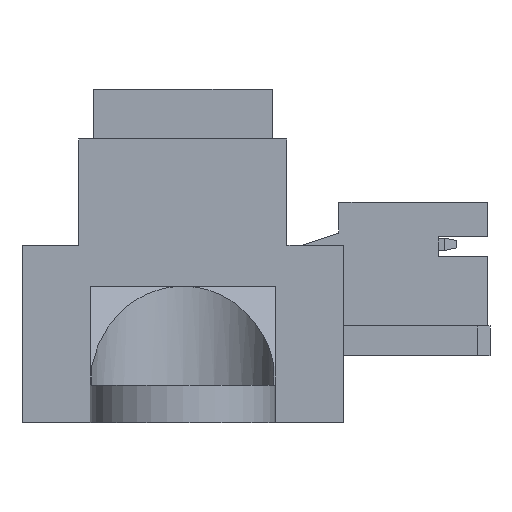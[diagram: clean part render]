
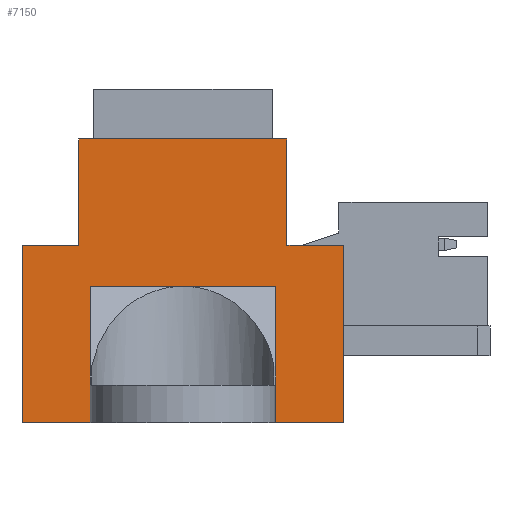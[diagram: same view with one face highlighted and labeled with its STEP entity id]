
A CAD part, left-side view. The second image highlights one B-rep face of the part: STEP entity #7150.
In plain terms, the highlighted planar face has unit normal (-1, 0, 0).
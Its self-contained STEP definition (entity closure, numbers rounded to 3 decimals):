
#5036=DIRECTION('',(0.,-1.,0.));
#5037=VECTOR('',#5036,2.75);
#5038=CARTESIAN_POINT('',(-14.75,6.5,0.));
#5039=LINE('',#5038,#5037);
#5053=DIRECTION('',(0.,-1.,0.));
#5054=VECTOR('',#5053,2.75);
#5055=CARTESIAN_POINT('',(-14.75,-3.75,0.));
#5056=LINE('',#5055,#5054);
#5251=DIRECTION('',(0.,0.,1.));
#5252=VECTOR('',#5251,7.15);
#5253=CARTESIAN_POINT('',(-14.75,-6.5,0.));
#5254=LINE('',#5253,#5252);
#5267=DIRECTION('',(0.,-1.,0.));
#5268=VECTOR('',#5267,2.3);
#5269=CARTESIAN_POINT('',(-14.75,6.5,7.15));
#5270=LINE('',#5269,#5268);
#5287=DIRECTION('',(0.,-1.,0.));
#5288=VECTOR('',#5287,2.3);
#5289=CARTESIAN_POINT('',(-14.75,-4.2,7.15));
#5290=LINE('',#5289,#5288);
#5315=DIRECTION('',(0.,-1.,0.));
#5316=VECTOR('',#5315,8.4);
#5317=CARTESIAN_POINT('',(-14.75,4.2,11.45));
#5318=LINE('',#5317,#5316);
#5373=DIRECTION('',(0.,1.,0.));
#5374=VECTOR('',#5373,3.75);
#5375=CARTESIAN_POINT('',(-14.75,-3.75,5.5));
#5376=LINE('',#5375,#5374);
#5377=DIRECTION('',(0.,1.,0.));
#5378=VECTOR('',#5377,3.75);
#5379=CARTESIAN_POINT('',(-14.75,0.,5.5));
#5380=LINE('',#5379,#5378);
#5381=DIRECTION('',(0.,0.,1.));
#5382=VECTOR('',#5381,7.15);
#5383=CARTESIAN_POINT('',(-14.75,6.5,0.));
#5384=LINE('',#5383,#5382);
#5385=DIRECTION('',(0.,0.,1.));
#5386=VECTOR('',#5385,4.3);
#5387=CARTESIAN_POINT('',(-14.75,4.2,7.15));
#5388=LINE('',#5387,#5386);
#5427=DIRECTION('',(0.,0.,-1.));
#5428=VECTOR('',#5427,5.5);
#5429=CARTESIAN_POINT('',(-14.75,-3.75,5.5));
#5430=LINE('',#5429,#5428);
#5447=DIRECTION('',(0.,0.,1.));
#5448=VECTOR('',#5447,5.5);
#5449=CARTESIAN_POINT('',(-14.75,3.75,0.));
#5450=LINE('',#5449,#5448);
#5471=DIRECTION('',(0.,0.,1.));
#5472=VECTOR('',#5471,4.3);
#5473=CARTESIAN_POINT('',(-14.75,-4.2,7.15));
#5474=LINE('',#5473,#5472);
#6274=CARTESIAN_POINT('',(-14.75,6.5,0.));
#6276=VERTEX_POINT('',#6274);
#6278=CARTESIAN_POINT('',(-14.75,6.5,7.15));
#6280=VERTEX_POINT('',#6278);
#6285=CARTESIAN_POINT('',(-14.75,-6.5,0.));
#6286=CARTESIAN_POINT('',(-14.75,-6.5,7.15));
#6287=VERTEX_POINT('',#6285);
#6288=VERTEX_POINT('',#6286);
#6289=CARTESIAN_POINT('',(-14.75,4.2,11.45));
#6290=CARTESIAN_POINT('',(-14.75,-4.2,11.45));
#6291=VERTEX_POINT('',#6289);
#6292=VERTEX_POINT('',#6290);
#6297=CARTESIAN_POINT('',(-14.75,4.2,7.15));
#6299=VERTEX_POINT('',#6297);
#6303=CARTESIAN_POINT('',(-14.75,-4.2,7.15));
#6304=VERTEX_POINT('',#6303);
#6329=CARTESIAN_POINT('',(-14.75,3.75,0.));
#6330=VERTEX_POINT('',#6329);
#6331=CARTESIAN_POINT('',(-14.75,-3.75,0.));
#6332=VERTEX_POINT('',#6331);
#6417=CARTESIAN_POINT('',(-14.75,-3.75,5.5));
#6418=VERTEX_POINT('',#6417);
#6419=CARTESIAN_POINT('',(-14.75,3.75,5.5));
#6420=VERTEX_POINT('',#6419);
#6433=CARTESIAN_POINT('',(-14.75,0.,5.5));
#6434=VERTEX_POINT('',#6433);
#7124=CARTESIAN_POINT('',(-14.75,6.5,0.));
#7125=DIRECTION('',(-1.,0.,0.));
#7126=DIRECTION('',(0.,-1.,0.));
#7127=AXIS2_PLACEMENT_3D('',#7124,#7125,#7126);
#7128=PLANE('',#7127);
#7130=ORIENTED_EDGE('',*,*,#7129,.T.);
#7132=ORIENTED_EDGE('',*,*,#7131,.T.);
#7134=ORIENTED_EDGE('',*,*,#7133,.F.);
#7135=ORIENTED_EDGE('',*,*,#6692,.F.);
#7137=ORIENTED_EDGE('',*,*,#7136,.T.);
#7138=ORIENTED_EDGE('',*,*,#7034,.T.);
#7139=ORIENTED_EDGE('',*,*,#7079,.T.);
#7140=ORIENTED_EDGE('',*,*,#7089,.T.);
#7142=ORIENTED_EDGE('',*,*,#7141,.F.);
#7143=ORIENTED_EDGE('',*,*,#7049,.T.);
#7144=ORIENTED_EDGE('',*,*,#6988,.F.);
#7145=ORIENTED_EDGE('',*,*,#6700,.F.);
#7147=ORIENTED_EDGE('',*,*,#7146,.F.);
#7148=EDGE_LOOP('',(#7130,#7132,#7134,#7135,#7137,#7138,#7139,#7140,#7142,#7143,
#7144,#7145,#7147));
#7149=FACE_OUTER_BOUND('',#7148,.F.);
#7150=ADVANCED_FACE('',(#7149),#7128,.T.);
#6692=EDGE_CURVE('',#6276,#6330,#5039,.T.);
#6700=EDGE_CURVE('',#6332,#6287,#5056,.T.);
#6988=EDGE_CURVE('',#6287,#6288,#5254,.T.);
#7034=EDGE_CURVE('',#6280,#6299,#5270,.T.);
#7049=EDGE_CURVE('',#6304,#6288,#5290,.T.);
#7079=EDGE_CURVE('',#6299,#6291,#5388,.T.);
#7089=EDGE_CURVE('',#6291,#6292,#5318,.T.);
#7129=EDGE_CURVE('',#6418,#6434,#5376,.T.);
#7131=EDGE_CURVE('',#6434,#6420,#5380,.T.);
#7133=EDGE_CURVE('',#6330,#6420,#5450,.T.);
#7136=EDGE_CURVE('',#6276,#6280,#5384,.T.);
#7141=EDGE_CURVE('',#6304,#6292,#5474,.T.);
#7146=EDGE_CURVE('',#6418,#6332,#5430,.T.);
